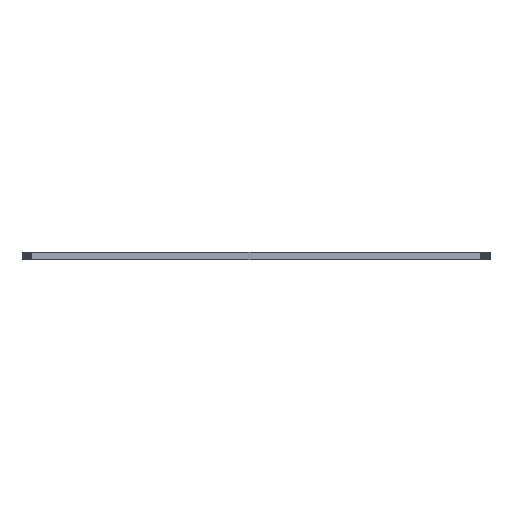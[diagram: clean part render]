
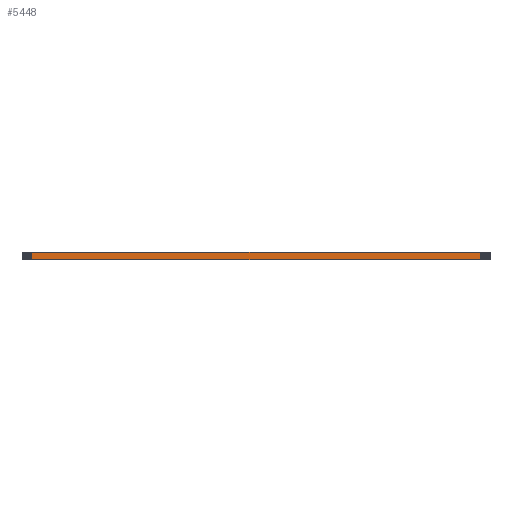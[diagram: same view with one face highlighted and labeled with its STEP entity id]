
A CAD part, left-side view. The second image highlights one B-rep face of the part: STEP entity #5448.
In plain terms, the highlighted planar face has unit normal (-1, 0, 0).
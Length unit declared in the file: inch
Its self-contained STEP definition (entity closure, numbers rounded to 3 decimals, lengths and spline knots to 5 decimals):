
#442 = VERTEX_POINT ( 'NONE', #31999 ) ;
#572 = VERTEX_POINT ( 'NONE', #12663 ) ;
#1180 = VERTEX_POINT ( 'NONE', #8676 ) ;
#1538 = LINE ( 'NONE', #28818, #14966 ) ;
#4228 = DIRECTION ( 'NONE',  ( 0., 0., 1. ) ) ;
#5448 = ADVANCED_FACE ( 'NONE', ( #16002 ), #7355, .T. ) ;
#5671 = CARTESIAN_POINT ( 'NONE',  ( 0.00374, 0.09484, 0. ) ) ;
#6662 = ORIENTED_EDGE ( 'NONE', *, *, #21290, .F. ) ;
#6699 = DIRECTION ( 'NONE',  ( 0., 1., 0. ) ) ;
#7198 = VECTOR ( 'NONE', #6699, 39.37008 ) ;
#7355 = PLANE ( 'NONE',  #7472 ) ;
#7472 = AXIS2_PLACEMENT_3D ( 'NONE', #10246, #29918, #4228 ) ;
#8414 = ORIENTED_EDGE ( 'NONE', *, *, #36345, .T. ) ;
#8676 = CARTESIAN_POINT ( 'NONE',  ( 0.00374, 3.69526, 0.05906 ) ) ;
#9426 = DIRECTION ( 'NONE',  ( 0., 0., -1. ) ) ;
#9878 = LINE ( 'NONE', #26747, #17502 ) ;
#10246 = CARTESIAN_POINT ( 'NONE',  ( 0.00374, 0., 0.05906 ) ) ;
#11710 = LINE ( 'NONE', #29029, #7198 ) ;
#12663 = CARTESIAN_POINT ( 'NONE',  ( 0.00374, 0.09484, 0.05906 ) ) ;
#14966 = VECTOR ( 'NONE', #34416, 39.37008 ) ;
#15992 = LINE ( 'NONE', #28359, #27124 ) ;
#16002 = FACE_OUTER_BOUND ( 'NONE', #17626, .T. ) ;
#17474 = EDGE_CURVE ( 'NONE', #572, #23124, #9878, .T. ) ;
#17502 = VECTOR ( 'NONE', #9426, 39.37008 ) ;
#17626 = EDGE_LOOP ( 'NONE', ( #6662, #32105, #30985, #8414 ) ) ;
#21290 = EDGE_CURVE ( 'NONE', #23124, #442, #11710, .T. ) ;
#23124 = VERTEX_POINT ( 'NONE', #5671 ) ;
#24691 = EDGE_CURVE ( 'NONE', #572, #1180, #1538, .T. ) ;
#24983 = DIRECTION ( 'NONE',  ( 0., 0., -1. ) ) ;
#26747 = CARTESIAN_POINT ( 'NONE',  ( 0.00374, 0.09484, 0.05906 ) ) ;
#27124 = VECTOR ( 'NONE', #24983, 39.37008 ) ;
#28359 = CARTESIAN_POINT ( 'NONE',  ( 0.00374, 3.69526, 0.05906 ) ) ;
#28818 = CARTESIAN_POINT ( 'NONE',  ( 0.00374, 0., 0.05906 ) ) ;
#29029 = CARTESIAN_POINT ( 'NONE',  ( 0.00374, 0., 0. ) ) ;
#29918 = DIRECTION ( 'NONE',  ( -1., 0., 0. ) ) ;
#30985 = ORIENTED_EDGE ( 'NONE', *, *, #24691, .T. ) ;
#31999 = CARTESIAN_POINT ( 'NONE',  ( 0.00374, 3.69526, 0. ) ) ;
#32105 = ORIENTED_EDGE ( 'NONE', *, *, #17474, .F. ) ;
#34416 = DIRECTION ( 'NONE',  ( 0., 1., 0. ) ) ;
#36345 = EDGE_CURVE ( 'NONE', #1180, #442, #15992, .T. ) ;
